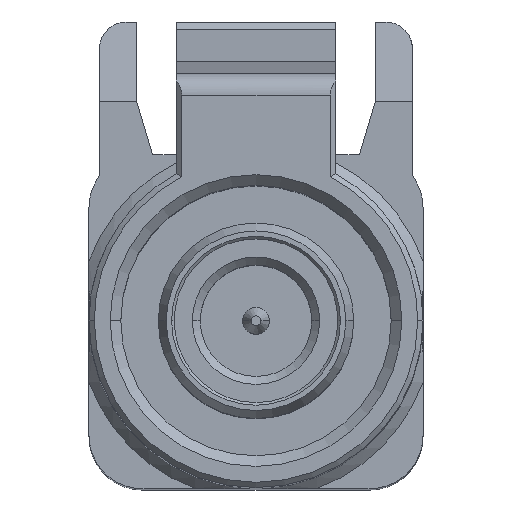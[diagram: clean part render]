
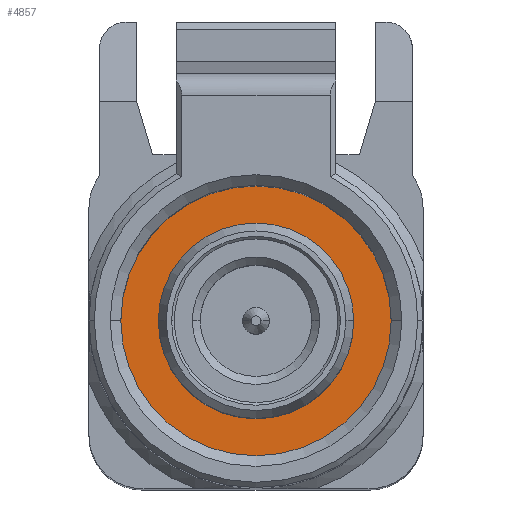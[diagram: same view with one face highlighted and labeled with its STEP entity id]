
A CAD part, top view. The second image highlights one B-rep face of the part: STEP entity #4857.
In plain terms, the highlighted planar face has unit normal (0, 0, 1).
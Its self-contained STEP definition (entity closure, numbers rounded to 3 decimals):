
#119 = EDGE_CURVE ( 'NONE', #4286, #1312, #5622, .T. ) ;
#279 = EDGE_CURVE ( 'NONE', #1312, #4286, #4982, .T. ) ;
#476 = EDGE_LOOP ( 'NONE', ( #3119, #5491 ) ) ;
#527 = DIRECTION ( 'NONE',  ( 1., 0., 0. ) ) ;
#581 = DIRECTION ( 'NONE',  ( 1., 0., 0. ) ) ;
#617 = AXIS2_PLACEMENT_3D ( 'NONE', #4940, #931, #4909 ) ;
#630 = CARTESIAN_POINT ( 'NONE',  ( -1.843, 0., -7.25 ) ) ;
#901 = CIRCLE ( 'NONE', #996, 1.843 ) ;
#931 = DIRECTION ( 'NONE',  ( 0., 0., 1. ) ) ;
#994 = DIRECTION ( 'NONE',  ( 0., 0., 1. ) ) ;
#996 = AXIS2_PLACEMENT_3D ( 'NONE', #2364, #994, #581 ) ;
#1236 = DIRECTION ( 'NONE',  ( 0., 0., 1. ) ) ;
#1312 = VERTEX_POINT ( 'NONE', #1681 ) ;
#1354 = PLANE ( 'NONE',  #617 ) ;
#1626 = VERTEX_POINT ( 'NONE', #2408 ) ;
#1681 = CARTESIAN_POINT ( 'NONE',  ( 2.55, 0., -7.25 ) ) ;
#2081 = DIRECTION ( 'NONE',  ( 1., 0., 0. ) ) ;
#2364 = CARTESIAN_POINT ( 'NONE',  ( 0., 0., -7.25 ) ) ;
#2368 = DIRECTION ( 'NONE',  ( 1., 0., 0. ) ) ;
#2408 = CARTESIAN_POINT ( 'NONE',  ( 1.843, 0., -7.25 ) ) ;
#2745 = ORIENTED_EDGE ( 'NONE', *, *, #119, .T. ) ;
#2886 = DIRECTION ( 'NONE',  ( 0., 0., 1. ) ) ;
#3119 = ORIENTED_EDGE ( 'NONE', *, *, #5562, .F. ) ;
#3219 = AXIS2_PLACEMENT_3D ( 'NONE', #4791, #1236, #2081 ) ;
#3694 = CARTESIAN_POINT ( 'NONE',  ( -2.55, 0., -7.25 ) ) ;
#3700 = CARTESIAN_POINT ( 'NONE',  ( 0., 0., -7.25 ) ) ;
#4053 = DIRECTION ( 'NONE',  ( 0., 0., 1. ) ) ;
#4286 = VERTEX_POINT ( 'NONE', #3694 ) ;
#4533 = CARTESIAN_POINT ( 'NONE',  ( 0., 0., -7.25 ) ) ;
#4573 = VERTEX_POINT ( 'NONE', #630 ) ;
#4602 = AXIS2_PLACEMENT_3D ( 'NONE', #3700, #2886, #2368 ) ;
#4702 = EDGE_LOOP ( 'NONE', ( #5029, #2745 ) ) ;
#4791 = CARTESIAN_POINT ( 'NONE',  ( 0., 0., -7.25 ) ) ;
#4857 = ADVANCED_FACE ( 'NONE', ( #5771, #5336 ), #1354, .T. ) ;
#4890 = AXIS2_PLACEMENT_3D ( 'NONE', #4533, #4053, #527 ) ;
#4909 = DIRECTION ( 'NONE',  ( 1., 0., 0. ) ) ;
#4940 = CARTESIAN_POINT ( 'NONE',  ( 0., 0., -7.25 ) ) ;
#4982 = CIRCLE ( 'NONE', #3219, 2.55 ) ;
#5029 = ORIENTED_EDGE ( 'NONE', *, *, #279, .T. ) ;
#5167 = CIRCLE ( 'NONE', #4602, 1.843 ) ;
#5336 = FACE_OUTER_BOUND ( 'NONE', #4702, .T. ) ;
#5409 = EDGE_CURVE ( 'NONE', #1626, #4573, #901, .T. ) ;
#5491 = ORIENTED_EDGE ( 'NONE', *, *, #5409, .F. ) ;
#5562 = EDGE_CURVE ( 'NONE', #4573, #1626, #5167, .T. ) ;
#5622 = CIRCLE ( 'NONE', #4890, 2.55 ) ;
#5771 = FACE_BOUND ( 'NONE', #476, .T. ) ;
